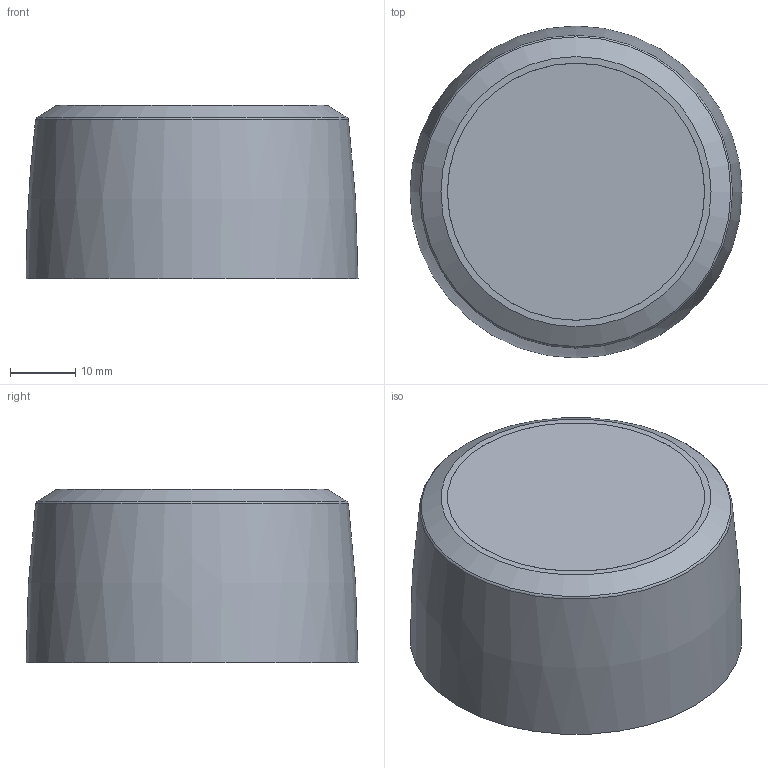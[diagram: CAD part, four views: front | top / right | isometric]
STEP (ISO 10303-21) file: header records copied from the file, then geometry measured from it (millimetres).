
FILE_DESCRIPTION(/* description */ (''),/* implementation_level */ '2;1');
FILE_NAME(/* name */ 'KnobAssembly.step',/* time_stamp */ '2023-12-17T13:55:59+07:00',/* author */ (''),/* organization */ (''),/* preprocessor_version */ 'ST-DEVELOPER v20',/* originating_system */ 'Autodesk Translation Framework v12.14.0.127',/* authorisation */ '');
FILE_SCHEMA (('AUTOMOTIVE_DESIGN { 1 0 10303 214 3 1 1 }'));
Length unit declared in the file: millimetre
Products named in the file (2): KnobAssembly; Glass
Assembly tree (1 placements, depth 2):
  KnobAssembly
    Glass
Bounding box: 51 x 51 x 26.66 mm (x, y, z)
Volume: 11879.4 mm3; surface area: 12659.6 mm2
Topology: 2 solids, 2 shells, 384 faces, 831 edges, 457 vertices
Faces by surface type: cylinder 164, plane 76, torus 62, sphere 60, bspline 21, cone 1
Full cylindrical faces by diameter (mm): 34 x1, 39.5 x1, 39.52 x1, 45 x1
Entity records: 11001 total; most frequent: CARTESIAN_POINT 2521, DIRECTION 1943, ORIENTED_EDGE 1662, EDGE_CURVE 831, AXIS2_PLACEMENT_3D 806, VERTEX_POINT 457, CIRCLE 440, EDGE_LOOP 392
